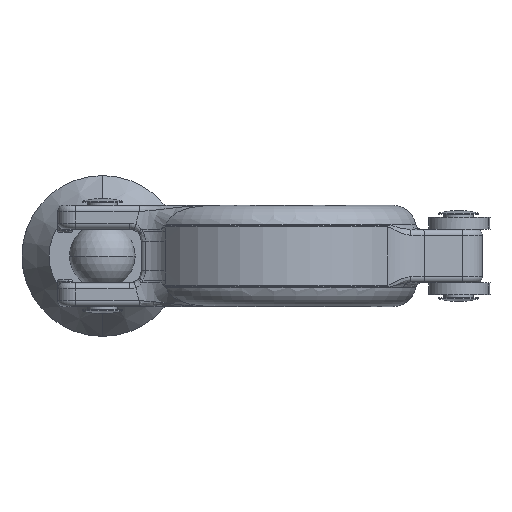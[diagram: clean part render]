
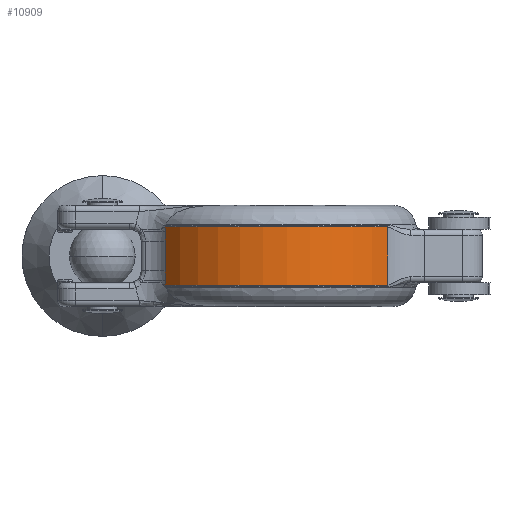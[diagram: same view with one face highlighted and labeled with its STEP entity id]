
A CAD part, front view. The second image highlights one B-rep face of the part: STEP entity #10909.
In plain terms, the highlighted cylindrical face has radius 23.15 mm (diameter 46.3 mm), a partial arc.
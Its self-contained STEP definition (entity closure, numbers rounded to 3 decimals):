
#4 = CARTESIAN_POINT ( 'NONE',  ( 18.237, -14.259, 8.5 ) ) ;
#87 = AXIS2_PLACEMENT_3D ( 'NONE', #10556, #8296, #11657 ) ;
#153 = DIRECTION ( 'NONE',  ( 0., 0., -1. ) ) ;
#236 = B_SPLINE_CURVE_WITH_KNOTS ( 'NONE', 3,
 ( #6881, #2384, #7932, #10762, #12195, #1128 ),
 .UNSPECIFIED., .F., .F.,
 ( 4, 2, 4 ),
 ( 0., 0.001, 0.002 ),
 .UNSPECIFIED. ) ;
#701 = ORIENTED_EDGE ( 'NONE', *, *, #5086, .T. ) ;
#1128 = CARTESIAN_POINT ( 'NONE',  ( -19.084, -13.104, -4.157 ) ) ;
#1689 = AXIS2_PLACEMENT_3D ( 'NONE', #4949, #5022, #7151 ) ;
#1838 = LINE ( 'NONE', #8231, #8265 ) ;
#1954 = CARTESIAN_POINT ( 'NONE',  ( -19.124, -13.046, 2.5 ) ) ;
#2384 = CARTESIAN_POINT ( 'NONE',  ( -19.124, -13.046, -2.777 ) ) ;
#2623 = EDGE_LOOP ( 'NONE', ( #11768, #8845, #10921, #5090, #8201, #8283, #701, #5949 ) ) ;
#2715 = VECTOR ( 'NONE', #13041, 1000. ) ;
#3598 = VECTOR ( 'NONE', #9848, 1000. ) ;
#3662 = VECTOR ( 'NONE', #153, 1000. ) ;
#3749 = CARTESIAN_POINT ( 'NONE',  ( -19.092, -13.093, 3.605 ) ) ;
#4263 = CARTESIAN_POINT ( 'NONE',  ( -19.084, -13.104, 8.5 ) ) ;
#4467 = EDGE_CURVE ( 'NONE', #11802, #8730, #11455, .T. ) ;
#4766 = VERTEX_POINT ( 'NONE', #12130 ) ;
#4949 = CARTESIAN_POINT ( 'NONE',  ( 0., 0., 4.872 ) ) ;
#5022 = DIRECTION ( 'NONE',  ( 0., 0., -1. ) ) ;
#5038 = VERTEX_POINT ( 'NONE', #13522 ) ;
#5086 = EDGE_CURVE ( 'NONE', #5461, #11802, #12854, .T. ) ;
#5090 = ORIENTED_EDGE ( 'NONE', *, *, #5967, .T. ) ;
#5327 = LINE ( 'NONE', #8518, #3598 ) ;
#5461 = VERTEX_POINT ( 'NONE', #11582 ) ;
#5750 = EDGE_CURVE ( 'NONE', #5038, #7860, #7457, .T. ) ;
#5827 = CARTESIAN_POINT ( 'NONE',  ( -19.124, -13.046, 2.777 ) ) ;
#5949 = ORIENTED_EDGE ( 'NONE', *, *, #4467, .T. ) ;
#5967 = EDGE_CURVE ( 'NONE', #10800, #10396, #9320, .T. ) ;
#6103 = AXIS2_PLACEMENT_3D ( 'NONE', #7953, #9075, #8086 ) ;
#6584 = EDGE_CURVE ( 'NONE', #4766, #5461, #236, .T. ) ;
#6881 = CARTESIAN_POINT ( 'NONE',  ( -19.124, -13.046, -2.5 ) ) ;
#7151 = DIRECTION ( 'NONE',  ( 1., 0., 0. ) ) ;
#7252 = CYLINDRICAL_SURFACE ( 'NONE', #87, 23.15 ) ;
#7457 = CIRCLE ( 'NONE', #1689, 23.15 ) ;
#7618 = CARTESIAN_POINT ( 'NONE',  ( -19.084, -13.104, -4.872 ) ) ;
#7860 = VERTEX_POINT ( 'NONE', #13581 ) ;
#7932 = CARTESIAN_POINT ( 'NONE',  ( -19.112, -13.063, -3.053 ) ) ;
#7953 = CARTESIAN_POINT ( 'NONE',  ( 0., 0., -4.872 ) ) ;
#8015 = EDGE_CURVE ( 'NONE', #7860, #10800, #5327, .T. ) ;
#8086 = DIRECTION ( 'NONE',  ( -1., 0., 0. ) ) ;
#8092 = CARTESIAN_POINT ( 'NONE',  ( -19.084, -13.104, 4.157 ) ) ;
#8189 = CARTESIAN_POINT ( 'NONE',  ( -19.084, -13.104, 4.157 ) ) ;
#8201 = ORIENTED_EDGE ( 'NONE', *, *, #8321, .T. ) ;
#8231 = CARTESIAN_POINT ( 'NONE',  ( -19.124, -13.046, 8.5 ) ) ;
#8265 = VECTOR ( 'NONE', #12494, 1000. ) ;
#8283 = ORIENTED_EDGE ( 'NONE', *, *, #6584, .T. ) ;
#8296 = DIRECTION ( 'NONE',  ( 0., 0., -1. ) ) ;
#8321 = EDGE_CURVE ( 'NONE', #10396, #4766, #1838, .T. ) ;
#8388 = EDGE_CURVE ( 'NONE', #8730, #5038, #12778, .T. ) ;
#8518 = CARTESIAN_POINT ( 'NONE',  ( -19.084, -13.104, 8.5 ) ) ;
#8730 = VERTEX_POINT ( 'NONE', #13809 ) ;
#8845 = ORIENTED_EDGE ( 'NONE', *, *, #5750, .T. ) ;
#9034 = CARTESIAN_POINT ( 'NONE',  ( -19.084, -13.104, 3.881 ) ) ;
#9075 = DIRECTION ( 'NONE',  ( 0., 0., 1. ) ) ;
#9107 = CARTESIAN_POINT ( 'NONE',  ( -19.112, -13.063, 3.053 ) ) ;
#9296 = FACE_OUTER_BOUND ( 'NONE', #2623, .T. ) ;
#9320 = B_SPLINE_CURVE_WITH_KNOTS ( 'NONE', 3,
 ( #8189, #9034, #3749, #9107, #5827, #12457 ),
 .UNSPECIFIED., .F., .F.,
 ( 4, 2, 4 ),
 ( 0., 0.001, 0.002 ),
 .UNSPECIFIED. ) ;
#9848 = DIRECTION ( 'NONE',  ( 0., 0., -1. ) ) ;
#10396 = VERTEX_POINT ( 'NONE', #1954 ) ;
#10556 = CARTESIAN_POINT ( 'NONE',  ( 0., 0., 8.5 ) ) ;
#10762 = CARTESIAN_POINT ( 'NONE',  ( -19.092, -13.093, -3.605 ) ) ;
#10800 = VERTEX_POINT ( 'NONE', #8092 ) ;
#10909 = ADVANCED_FACE ( 'NONE', ( #9296 ), #7252, .T. ) ;
#10921 = ORIENTED_EDGE ( 'NONE', *, *, #8015, .T. ) ;
#11455 = CIRCLE ( 'NONE', #6103, 23.15 ) ;
#11582 = CARTESIAN_POINT ( 'NONE',  ( -19.084, -13.104, -4.157 ) ) ;
#11657 = DIRECTION ( 'NONE',  ( -1., 0., 0. ) ) ;
#11768 = ORIENTED_EDGE ( 'NONE', *, *, #8388, .T. ) ;
#11802 = VERTEX_POINT ( 'NONE', #7618 ) ;
#12130 = CARTESIAN_POINT ( 'NONE',  ( -19.124, -13.046, -2.5 ) ) ;
#12195 = CARTESIAN_POINT ( 'NONE',  ( -19.084, -13.104, -3.881 ) ) ;
#12457 = CARTESIAN_POINT ( 'NONE',  ( -19.124, -13.046, 2.5 ) ) ;
#12494 = DIRECTION ( 'NONE',  ( 0., 0., -1. ) ) ;
#12778 = LINE ( 'NONE', #4, #2715 ) ;
#12854 = LINE ( 'NONE', #4263, #3662 ) ;
#13041 = DIRECTION ( 'NONE',  ( 0., 0., 1. ) ) ;
#13522 = CARTESIAN_POINT ( 'NONE',  ( 18.237, -14.259, 4.872 ) ) ;
#13581 = CARTESIAN_POINT ( 'NONE',  ( -19.084, -13.104, 4.872 ) ) ;
#13809 = CARTESIAN_POINT ( 'NONE',  ( 18.237, -14.259, -4.872 ) ) ;
